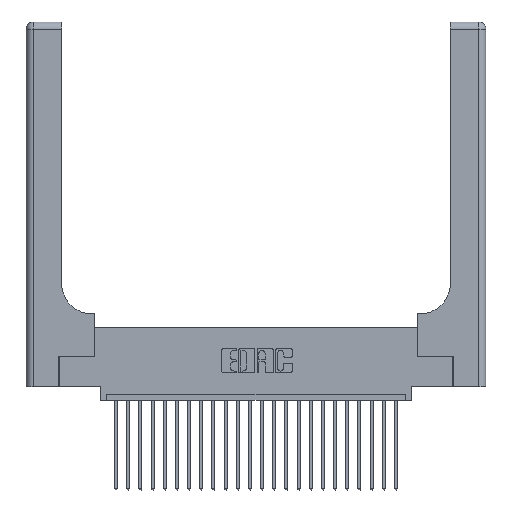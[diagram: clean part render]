
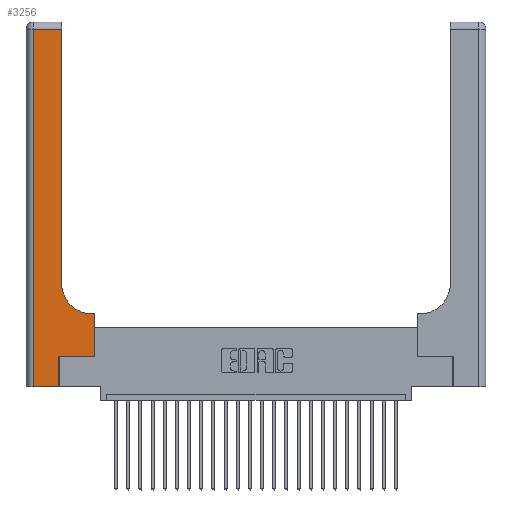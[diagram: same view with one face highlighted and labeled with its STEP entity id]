
A CAD part, top view. The second image highlights one B-rep face of the part: STEP entity #3256.
In plain terms, the highlighted planar face has unit normal (0, 0, 1).
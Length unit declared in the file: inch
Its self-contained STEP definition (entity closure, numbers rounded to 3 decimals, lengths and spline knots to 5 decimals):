
#12 = LINE ( 'NONE', #17421, #20586 ) ;
#701 = EDGE_CURVE ( 'NONE', #14853, #19506, #17510, .T. ) ;
#975 = EDGE_CURVE ( 'NONE', #15429, #21907, #12, .T. ) ;
#1374 = LINE ( 'NONE', #21156, #21304 ) ;
#1459 = ORIENTED_EDGE ( 'NONE', *, *, #17127, .T. ) ;
#1542 = CARTESIAN_POINT ( 'NONE',  ( 0.06, 2.94, 0.37 ) ) ;
#1945 = ORIENTED_EDGE ( 'NONE', *, *, #23920, .T. ) ;
#2524 = AXIS2_PLACEMENT_3D ( 'NONE', #14991, #3080, #17012 ) ;
#2623 = CARTESIAN_POINT ( 'NONE',  ( 0.2915, 2.94, 0.37 ) ) ;
#2780 = CARTESIAN_POINT ( 'NONE',  ( 0.269, 0.25, 0.37 ) ) ;
#3080 = DIRECTION ( 'NONE',  ( 0., 0., -1. ) ) ;
#3112 = LINE ( 'NONE', #4042, #5600 ) ;
#3256 = ADVANCED_FACE ( 'NONE', ( #23583 ), #9011, .F. ) ;
#3862 = LINE ( 'NONE', #5380, #8552 ) ;
#4042 = CARTESIAN_POINT ( 'NONE',  ( 0., 2.94, 0.37 ) ) ;
#4506 = DIRECTION ( 'NONE',  ( 1., 0., 0. ) ) ;
#5380 = CARTESIAN_POINT ( 'NONE',  ( 0.2915, 3., 0.37 ) ) ;
#5507 = CARTESIAN_POINT ( 'NONE',  ( 0.06, 0., 0.37 ) ) ;
#5551 = CARTESIAN_POINT ( 'NONE',  ( 0.2915, 0.6, 0.37 ) ) ;
#5600 = VECTOR ( 'NONE', #19914, 39.37008 ) ;
#5754 = EDGE_CURVE ( 'NONE', #10595, #15429, #7285, .T. ) ;
#5794 = EDGE_CURVE ( 'NONE', #21907, #23486, #1374, .T. ) ;
#6053 = VECTOR ( 'NONE', #4506, 39.37008 ) ;
#6674 = ORIENTED_EDGE ( 'NONE', *, *, #5794, .T. ) ;
#7285 = LINE ( 'NONE', #13042, #15078 ) ;
#7916 = CARTESIAN_POINT ( 'NONE',  ( 0.5585, 0.25, 0.37 ) ) ;
#7975 = EDGE_CURVE ( 'NONE', #23681, #10595, #3112, .T. ) ;
#8453 = CARTESIAN_POINT ( 'NONE',  ( 0.269, 0.25, 0.37 ) ) ;
#8552 = VECTOR ( 'NONE', #13645, 39.37008 ) ;
#9011 = PLANE ( 'NONE',  #2524 ) ;
#10595 = VERTEX_POINT ( 'NONE', #1542 ) ;
#11231 = DIRECTION ( 'NONE',  ( 0., 1., 0. ) ) ;
#11558 = ORIENTED_EDGE ( 'NONE', *, *, #975, .T. ) ;
#11722 = ORIENTED_EDGE ( 'NONE', *, *, #7975, .T. ) ;
#11743 = DIRECTION ( 'NONE',  ( 1., 0., 0. ) ) ;
#12156 = AXIS2_PLACEMENT_3D ( 'NONE', #21085, #12975, #22661 ) ;
#12975 = DIRECTION ( 'NONE',  ( 0., 0., -1. ) ) ;
#13042 = CARTESIAN_POINT ( 'NONE',  ( 0.06, 3., 0.37 ) ) ;
#13645 = DIRECTION ( 'NONE',  ( 0., 1., 0. ) ) ;
#14739 = LINE ( 'NONE', #5551, #24681 ) ;
#14853 = VERTEX_POINT ( 'NONE', #21821 ) ;
#14979 = DIRECTION ( 'NONE',  ( 0., -1., 0. ) ) ;
#14991 = CARTESIAN_POINT ( 'NONE',  ( 0., 3., 0.37 ) ) ;
#15078 = VECTOR ( 'NONE', #14979, 39.37008 ) ;
#15429 = VERTEX_POINT ( 'NONE', #5507 ) ;
#15688 = ORIENTED_EDGE ( 'NONE', *, *, #5754, .T. ) ;
#16538 = EDGE_LOOP ( 'NONE', ( #1945, #11722, #15688, #11558, #6674, #25066, #19221, #1459, #24691 ) ) ;
#17012 = DIRECTION ( 'NONE',  ( -1., 0., 0. ) ) ;
#17127 = EDGE_CURVE ( 'NONE', #17711, #14853, #14739, .T. ) ;
#17421 = CARTESIAN_POINT ( 'NONE',  ( 0., 0., 0.37 ) ) ;
#17510 = CIRCLE ( 'NONE', #12156, 0.25 ) ;
#17711 = VERTEX_POINT ( 'NONE', #23544 ) ;
#18189 = CARTESIAN_POINT ( 'NONE',  ( 0.5585, 0.25, 0.37 ) ) ;
#19015 = VERTEX_POINT ( 'NONE', #7916 ) ;
#19221 = ORIENTED_EDGE ( 'NONE', *, *, #23510, .T. ) ;
#19445 = LINE ( 'NONE', #18189, #21320 ) ;
#19484 = DIRECTION ( 'NONE',  ( -1., 0., 0. ) ) ;
#19506 = VERTEX_POINT ( 'NONE', #24833 ) ;
#19914 = DIRECTION ( 'NONE',  ( -1., 0., 0. ) ) ;
#20586 = VECTOR ( 'NONE', #11743, 39.37008 ) ;
#21085 = CARTESIAN_POINT ( 'NONE',  ( 0.5415, 0.85, 0.37 ) ) ;
#21156 = CARTESIAN_POINT ( 'NONE',  ( 0.269, 0., 0.37 ) ) ;
#21229 = CARTESIAN_POINT ( 'NONE',  ( 0.269, 0., 0.37 ) ) ;
#21304 = VECTOR ( 'NONE', #11231, 39.37008 ) ;
#21320 = VECTOR ( 'NONE', #24097, 39.37008 ) ;
#21821 = CARTESIAN_POINT ( 'NONE',  ( 0.5415, 0.6, 0.37 ) ) ;
#21907 = VERTEX_POINT ( 'NONE', #21229 ) ;
#21947 = LINE ( 'NONE', #2780, #6053 ) ;
#22661 = DIRECTION ( 'NONE',  ( 1., 0., 0. ) ) ;
#23486 = VERTEX_POINT ( 'NONE', #8453 ) ;
#23510 = EDGE_CURVE ( 'NONE', #19015, #17711, #19445, .T. ) ;
#23544 = CARTESIAN_POINT ( 'NONE',  ( 0.5585, 0.6, 0.37 ) ) ;
#23583 = FACE_OUTER_BOUND ( 'NONE', #16538, .T. ) ;
#23669 = EDGE_CURVE ( 'NONE', #23486, #19015, #21947, .T. ) ;
#23681 = VERTEX_POINT ( 'NONE', #2623 ) ;
#23920 = EDGE_CURVE ( 'NONE', #19506, #23681, #3862, .T. ) ;
#24097 = DIRECTION ( 'NONE',  ( 0., 1., 0. ) ) ;
#24681 = VECTOR ( 'NONE', #19484, 39.37008 ) ;
#24691 = ORIENTED_EDGE ( 'NONE', *, *, #701, .T. ) ;
#24833 = CARTESIAN_POINT ( 'NONE',  ( 0.2915, 0.85, 0.37 ) ) ;
#25066 = ORIENTED_EDGE ( 'NONE', *, *, #23669, .T. ) ;
